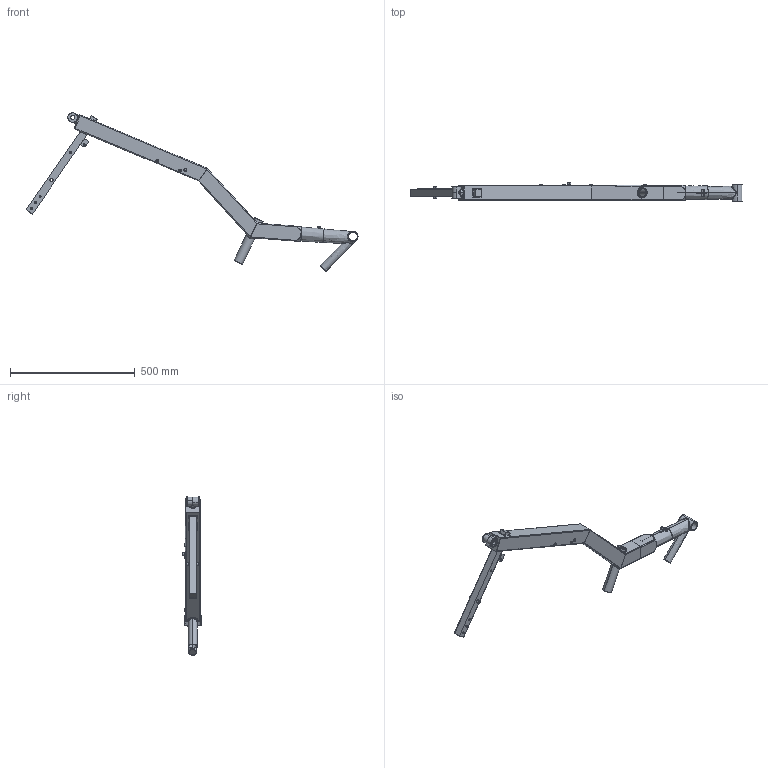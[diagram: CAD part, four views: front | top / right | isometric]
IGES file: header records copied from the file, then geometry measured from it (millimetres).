
Start section: SolidWorks IGES file using analytic representation for surfaces
Global section: file name: BG-HighRacerGefedert.IGS; native system: SolidWorks 2009; preprocessor: SolidWorks 2009; author: JensHolloch; date: 211024.153029; units: millimetre
Bounding box: 1331.73 x 74 x 635.6 mm (x, y, z)
Surface area: 976376.7 mm2 (no closed solid volume)
Topology: 0 solids, 0 shells, 582 faces, 11389 edges, 11387 vertices
Faces by surface type: bspline 331, revolution 251
